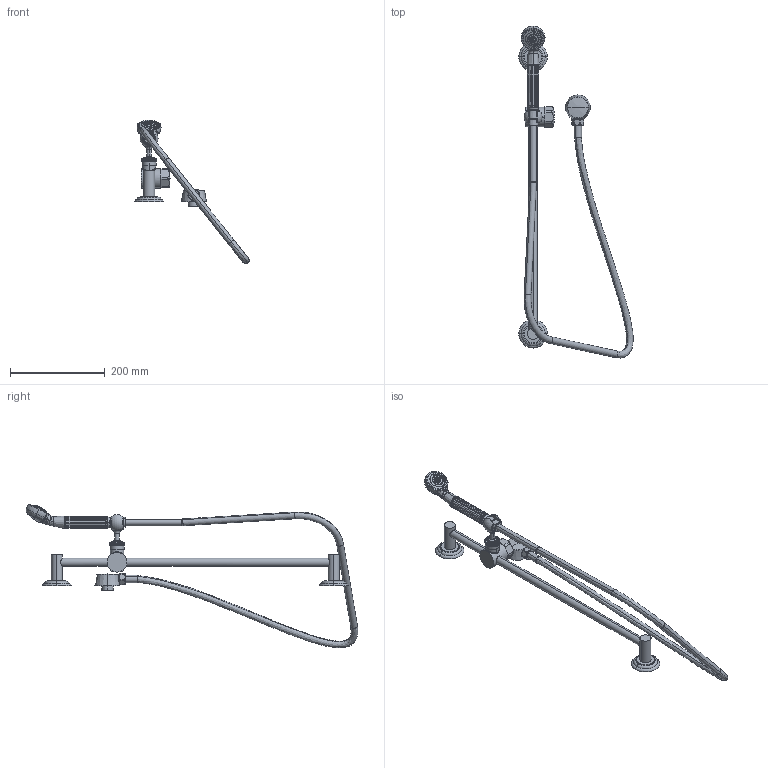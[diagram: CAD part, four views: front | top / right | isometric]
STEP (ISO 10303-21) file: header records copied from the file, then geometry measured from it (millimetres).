
FILE_DESCRIPTION((''),'2;1');
FILE_NAME('280D','2020-12-10T16:29:32',('jinson.thomas'),(''),'CREO PARAMETRIC BY PTC INC, 2018400','CREO PARAMETRIC BY PTC INC, 2018400','');
FILE_SCHEMA(('CONFIG_CONTROL_DESIGN'));
Length unit declared in the file: inch
Products named in the file (1): 280D
Bounding box: 241.14 x 699.86 x 302.74 mm (x, y, z)
Volume: 695166.2 mm3; surface area: 155876.8 mm2
Topology: 1 solids, 2 shells, 653 faces, 1353 edges, 845 vertices
Faces by surface type: plane 267, bspline 137, cylinder 130, torus 55, cone 49, sphere 15
Entity records: 28415 total; most frequent: CARTESIAN_POINT 15923, ORIENTED_EDGE 2698, DIRECTION 2094, EDGE_CURVE 1349, AXIS2_PLACEMENT_3D 885, VERTEX_POINT 845, EDGE_LOOP 802, B_SPLINE_CURVE_WITH_KNOTS 656
